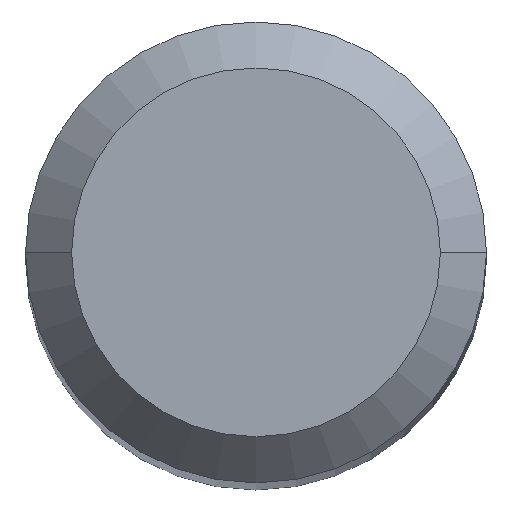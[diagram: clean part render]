
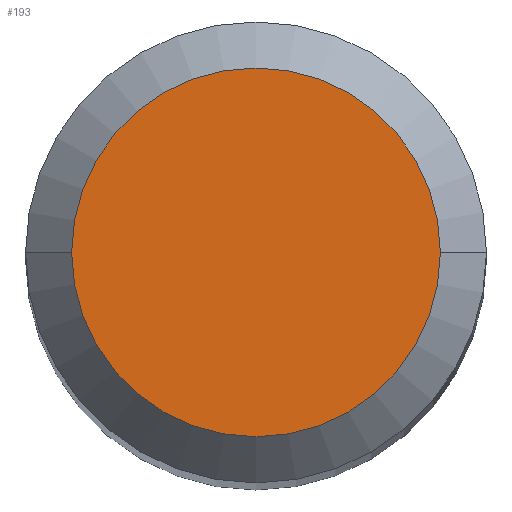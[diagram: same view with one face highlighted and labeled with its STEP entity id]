
A CAD part, top view. The second image highlights one B-rep face of the part: STEP entity #193.
In plain terms, the highlighted planar face has unit normal (0, 0, 1).
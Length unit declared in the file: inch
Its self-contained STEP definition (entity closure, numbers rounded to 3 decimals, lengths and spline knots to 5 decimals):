
#3 = DIRECTION ( 'NONE',  ( 0., 0., 1. ) ) ;
#27 = FACE_OUTER_BOUND ( 'NONE', #92, .T. ) ;
#32 = AXIS2_PLACEMENT_3D ( 'NONE', #361, #478, #393 ) ;
#81 = CARTESIAN_POINT ( 'NONE',  ( 0., 0., 0. ) ) ;
#92 = EDGE_LOOP ( 'NONE', ( #424, #324 ) ) ;
#130 = CIRCLE ( 'NONE', #368, 0.04724 ) ;
#150 = CARTESIAN_POINT ( 'NONE',  ( 0., 0., 0. ) ) ;
#159 = VERTEX_POINT ( 'NONE', #327 ) ;
#175 = PLANE ( 'NONE',  #32 ) ;
#193 = ADVANCED_FACE ( 'NONE', ( #27 ), #175, .F. ) ;
#221 = DIRECTION ( 'NONE',  ( 1., 0., 0. ) ) ;
#230 = VERTEX_POINT ( 'NONE', #395 ) ;
#240 = CIRCLE ( 'NONE', #407, 0.04724 ) ;
#324 = ORIENTED_EDGE ( 'NONE', *, *, #370, .T. ) ;
#327 = CARTESIAN_POINT ( 'NONE',  ( 0.04724, 0., 0. ) ) ;
#361 = CARTESIAN_POINT ( 'NONE',  ( 0., 0., 0. ) ) ;
#368 = AXIS2_PLACEMENT_3D ( 'NONE', #150, #3, #221 ) ;
#370 = EDGE_CURVE ( 'NONE', #159, #230, #130, .T. ) ;
#393 = DIRECTION ( 'NONE',  ( -1., 0., 0. ) ) ;
#395 = CARTESIAN_POINT ( 'NONE',  ( -0.04724, 0., 0. ) ) ;
#407 = AXIS2_PLACEMENT_3D ( 'NONE', #81, #458, #414 ) ;
#414 = DIRECTION ( 'NONE',  ( 1., 0., 0. ) ) ;
#424 = ORIENTED_EDGE ( 'NONE', *, *, #482, .T. ) ;
#458 = DIRECTION ( 'NONE',  ( 0., 0., 1. ) ) ;
#478 = DIRECTION ( 'NONE',  ( 0., 0., -1. ) ) ;
#482 = EDGE_CURVE ( 'NONE', #230, #159, #240, .T. ) ;
